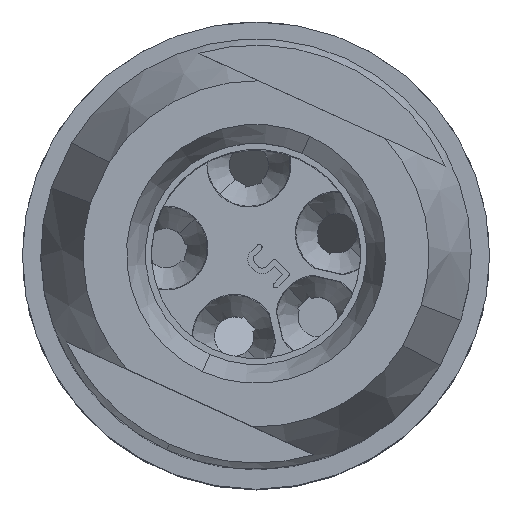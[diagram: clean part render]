
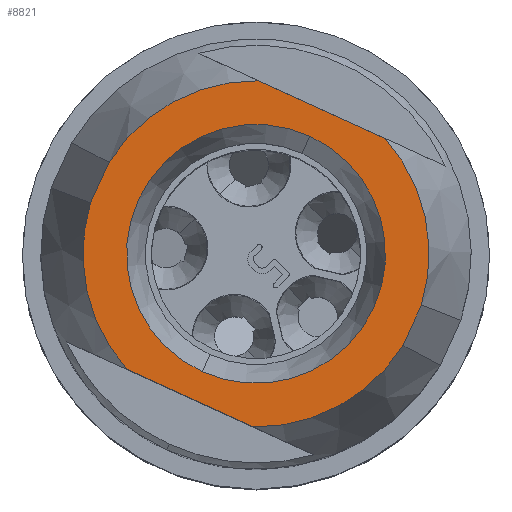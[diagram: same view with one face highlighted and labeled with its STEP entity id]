
A CAD part, top view. The second image highlights one B-rep face of the part: STEP entity #8821.
In plain terms, the highlighted planar face has unit normal (0, 0, 1).
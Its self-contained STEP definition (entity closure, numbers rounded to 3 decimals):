
#980=VECTOR('',#10426,1.);
#981=VECTOR('',#10428,1.);
#990=VECTOR('',#10466,1.);
#991=VECTOR('',#10471,1.);
#1710=LINE('',#12896,#980);
#1711=LINE('',#12912,#981);
#1720=LINE('',#12976,#990);
#1721=LINE('',#12981,#991);
#2466=VERTEX_POINT('',#12871);
#2467=VERTEX_POINT('',#12873);
#2470=VERTEX_POINT('',#12897);
#2471=VERTEX_POINT('',#12913);
#2472=VERTEX_POINT('',#12914);
#2481=VERTEX_POINT('',#12967);
#2482=VERTEX_POINT('',#12969);
#2483=VERTEX_POINT('',#12971);
#2484=VERTEX_POINT('',#12977);
#2485=VERTEX_POINT('',#12980);
#2486=VERTEX_POINT('',#12982);
#3318=CIRCLE('',#9360,7.039);
#3327=CIRCLE('',#9378,5.264);
#3328=CIRCLE('',#9379,5.264);
#3330=CIRCLE('',#9382,5.264);
#3331=CIRCLE('',#9383,7.039);
#3332=CIRCLE('',#9384,7.039);
#3333=CIRCLE('',#9385,7.039);
#3823=EDGE_CURVE('',#2466,#2467,#3318,.T.);
#3830=EDGE_CURVE('',#2470,#2467,#1710,.T.);
#3832=EDGE_CURVE('',#2471,#2472,#1711,.T.);
#3848=EDGE_CURVE('',#2481,#2482,#3327,.T.);
#3849=EDGE_CURVE('',#2482,#2483,#3328,.T.);
#3852=EDGE_CURVE('',#2483,#2481,#3330,.T.);
#3853=EDGE_CURVE('',#2466,#2484,#1720,.T.);
#3854=EDGE_CURVE('',#2471,#2484,#3331,.T.);
#3855=EDGE_CURVE('',#2485,#2472,#3332,.T.);
#3856=EDGE_CURVE('',#2486,#2485,#1721,.T.);
#3857=EDGE_CURVE('',#2470,#2486,#3333,.T.);
#5275=ORIENTED_EDGE('',*,*,#3848,.F.);
#5276=ORIENTED_EDGE('',*,*,#3852,.F.);
#5277=ORIENTED_EDGE('',*,*,#3849,.F.);
#5278=ORIENTED_EDGE('',*,*,#3830,.T.);
#5279=ORIENTED_EDGE('',*,*,#3823,.F.);
#5280=ORIENTED_EDGE('',*,*,#3853,.T.);
#5281=ORIENTED_EDGE('',*,*,#3854,.F.);
#5282=ORIENTED_EDGE('',*,*,#3832,.T.);
#5283=ORIENTED_EDGE('',*,*,#3855,.F.);
#5284=ORIENTED_EDGE('',*,*,#3856,.F.);
#5285=ORIENTED_EDGE('',*,*,#3857,.F.);
#7768=EDGE_LOOP('',(#5275,#5276,#5277));
#7769=EDGE_LOOP('',(#5278,#5279,#5280,#5281,#5282,#5283,#5284,#5285));
#8296=FACE_BOUND('',#7768,.T.);
#8297=FACE_BOUND('',#7769,.T.);
#8821=ADVANCED_FACE('',(#8296,#8297),#16702,.T.);
#9360=AXIS2_PLACEMENT_3D('',#12872,#10413,#10414);
#9378=AXIS2_PLACEMENT_3D('',#12968,#10456,#10457);
#9379=AXIS2_PLACEMENT_3D('',#12970,#10458,#10459);
#9381=AXIS2_PLACEMENT_3D('',#12974,#10463,$);
#9382=AXIS2_PLACEMENT_3D('',#12975,#10464,#10465);
#9383=AXIS2_PLACEMENT_3D('',#12978,#10467,#10468);
#9384=AXIS2_PLACEMENT_3D('',#12979,#10469,#10470);
#9385=AXIS2_PLACEMENT_3D('',#12983,#10472,#10473);
#10413=DIRECTION('',(0.,0.,-1.));
#10414=DIRECTION('',(0.,-7.039,0.));
#10426=DIRECTION('',(0.,-1.,0.));
#10428=DIRECTION('',(0.,1.,0.));
#10456=DIRECTION('',(0.,0.,1.));
#10457=DIRECTION('',(0.,5.264,0.));
#10458=DIRECTION('',(0.,0.,1.));
#10459=DIRECTION('',(0.,5.264,0.));
#10463=DIRECTION('',(0.,0.,1.));
#10464=DIRECTION('',(0.,0.,1.));
#10465=DIRECTION('',(0.,5.264,0.));
#10466=DIRECTION('',(1.,0.,0.));
#10467=DIRECTION('',(0.,0.,-1.));
#10468=DIRECTION('',(0.,-7.039,0.));
#10469=DIRECTION('',(0.,0.,-1.));
#10470=DIRECTION('',(0.,-7.039,0.));
#10471=DIRECTION('',(1.,0.,0.));
#10472=DIRECTION('',(0.,0.,-1.));
#10473=DIRECTION('',(0.,-7.039,0.));
#12871=CARTESIAN_POINT('',(17.663,25.41,60.875));
#12872=CARTESIAN_POINT('',(20.483,31.86,60.875));
#12873=CARTESIAN_POINT('',(13.502,30.955,60.875));
#12896=CARTESIAN_POINT('',(13.502,32.766,60.875));
#12897=CARTESIAN_POINT('',(13.502,32.766,60.875));
#12912=CARTESIAN_POINT('',(27.464,30.955,60.875));
#12913=CARTESIAN_POINT('',(27.464,30.955,60.875));
#12914=CARTESIAN_POINT('',(27.464,32.766,60.875));
#12967=CARTESIAN_POINT('',(20.483,37.125,60.875));
#12968=CARTESIAN_POINT('',(20.483,31.86,60.875));
#12969=CARTESIAN_POINT('',(15.218,31.86,60.875));
#12970=CARTESIAN_POINT('',(20.483,31.86,60.875));
#12971=CARTESIAN_POINT('',(20.483,26.596,60.875));
#12974=CARTESIAN_POINT('',(14.331,31.86,60.875));
#12975=CARTESIAN_POINT('',(20.483,31.86,60.875));
#12976=CARTESIAN_POINT('',(17.663,25.41,60.875));
#12977=CARTESIAN_POINT('',(23.302,25.41,60.875));
#12978=CARTESIAN_POINT('',(20.483,31.86,60.875));
#12979=CARTESIAN_POINT('',(20.483,31.86,60.875));
#12980=CARTESIAN_POINT('',(23.302,38.31,60.875));
#12981=CARTESIAN_POINT('',(17.663,38.31,60.875));
#12982=CARTESIAN_POINT('',(17.663,38.31,60.875));
#12983=CARTESIAN_POINT('',(20.483,31.86,60.875));
#16702=PLANE('',#9381);
